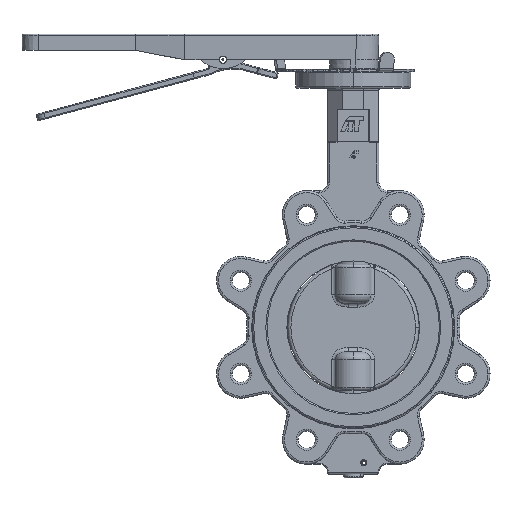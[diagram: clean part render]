
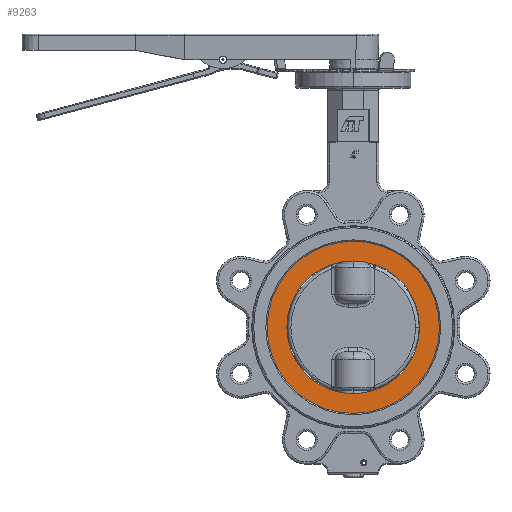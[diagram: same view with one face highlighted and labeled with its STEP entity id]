
A CAD part, top view. The second image highlights one B-rep face of the part: STEP entity #9263.
In plain terms, the highlighted planar face has unit normal (0, 0, 1).
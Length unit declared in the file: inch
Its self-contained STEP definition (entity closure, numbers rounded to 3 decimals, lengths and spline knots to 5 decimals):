
#1892 = DIRECTION ( 'NONE',  ( 1., 0., 0. ) ) ;
#3516 = CIRCLE ( 'NONE', #25692, 2.045 ) ;
#4671 = ORIENTED_EDGE ( 'NONE', *, *, #5055, .T. ) ;
#5055 = EDGE_CURVE ( 'NONE', #32386, #45286, #41472, .T. ) ;
#5339 = ORIENTED_EDGE ( 'NONE', *, *, #35949, .T. ) ;
#5364 = VERTEX_POINT ( 'NONE', #39422 ) ;
#5481 = CARTESIAN_POINT ( 'NONE',  ( 0., 0., 1.065 ) ) ;
#6090 = FACE_BOUND ( 'NONE', #27356, .T. ) ;
#6160 = AXIS2_PLACEMENT_3D ( 'NONE', #15706, #23102, #8036 ) ;
#8036 = DIRECTION ( 'NONE',  ( 1., 0., 0. ) ) ;
#8516 = EDGE_CURVE ( 'NONE', #5364, #39105, #41624, .T. ) ;
#9263 = ADVANCED_FACE ( 'NONE', ( #6090, #46151 ), #27927, .T. ) ;
#11095 = CARTESIAN_POINT ( 'NONE',  ( -2.655, 0., 1.065 ) ) ;
#12187 = DIRECTION ( 'NONE',  ( 0., 0., 1. ) ) ;
#14482 = DIRECTION ( 'NONE',  ( 0., 0., 1. ) ) ;
#15706 = CARTESIAN_POINT ( 'NONE',  ( 0., 0., 1.065 ) ) ;
#16291 = ORIENTED_EDGE ( 'NONE', *, *, #8516, .F. ) ;
#20266 = EDGE_LOOP ( 'NONE', ( #5339, #4671 ) ) ;
#21131 = CIRCLE ( 'NONE', #45681, 2.655 ) ;
#22146 = DIRECTION ( 'NONE',  ( 1., 0., 0. ) ) ;
#23102 = DIRECTION ( 'NONE',  ( 0., 0., 1. ) ) ;
#24322 = ORIENTED_EDGE ( 'NONE', *, *, #35214, .F. ) ;
#25692 = AXIS2_PLACEMENT_3D ( 'NONE', #5481, #46261, #1892 ) ;
#27345 = CARTESIAN_POINT ( 'NONE',  ( 2.655, 0., 1.065 ) ) ;
#27356 = EDGE_LOOP ( 'NONE', ( #16291, #24322 ) ) ;
#27927 = PLANE ( 'NONE',  #31722 ) ;
#28855 = DIRECTION ( 'NONE',  ( 1., 0., 0. ) ) ;
#30191 = CARTESIAN_POINT ( 'NONE',  ( 0., 0., 1.065 ) ) ;
#30661 = DIRECTION ( 'NONE',  ( 1., 0., 0. ) ) ;
#31722 = AXIS2_PLACEMENT_3D ( 'NONE', #47083, #36026, #28855 ) ;
#32386 = VERTEX_POINT ( 'NONE', #27345 ) ;
#35214 = EDGE_CURVE ( 'NONE', #39105, #5364, #3516, .T. ) ;
#35465 = CARTESIAN_POINT ( 'NONE',  ( -2.045, 0., 1.065 ) ) ;
#35949 = EDGE_CURVE ( 'NONE', #45286, #32386, #21131, .T. ) ;
#36026 = DIRECTION ( 'NONE',  ( 0., 0., 1. ) ) ;
#39105 = VERTEX_POINT ( 'NONE', #35465 ) ;
#39422 = CARTESIAN_POINT ( 'NONE',  ( 2.045, 0., 1.065 ) ) ;
#41472 = CIRCLE ( 'NONE', #6160, 2.655 ) ;
#41624 = CIRCLE ( 'NONE', #43183, 2.045 ) ;
#43183 = AXIS2_PLACEMENT_3D ( 'NONE', #46655, #14482, #22146 ) ;
#45286 = VERTEX_POINT ( 'NONE', #11095 ) ;
#45681 = AXIS2_PLACEMENT_3D ( 'NONE', #30191, #12187, #30661 ) ;
#46151 = FACE_OUTER_BOUND ( 'NONE', #20266, .T. ) ;
#46261 = DIRECTION ( 'NONE',  ( 0., 0., 1. ) ) ;
#46655 = CARTESIAN_POINT ( 'NONE',  ( 0., 0., 1.065 ) ) ;
#47083 = CARTESIAN_POINT ( 'NONE',  ( 0., 0., 1.065 ) ) ;
